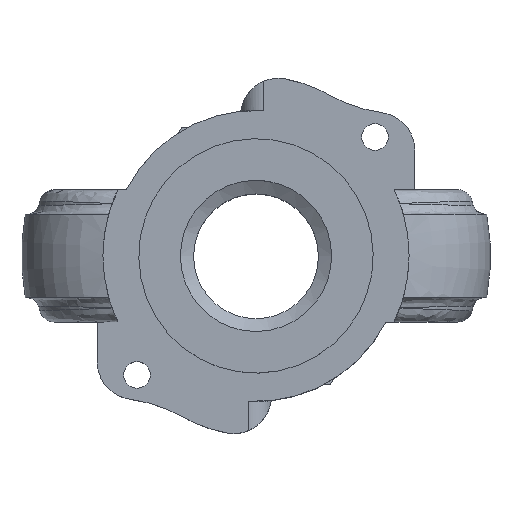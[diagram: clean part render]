
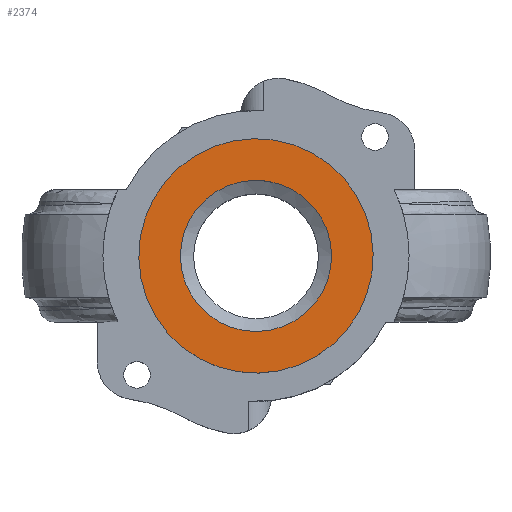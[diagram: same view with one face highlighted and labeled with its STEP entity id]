
A CAD part, top view. The second image highlights one B-rep face of the part: STEP entity #2374.
In plain terms, the highlighted planar face has unit normal (0, 0, 1).
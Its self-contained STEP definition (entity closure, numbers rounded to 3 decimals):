
#68=FACE_BOUND('',#605,.T.);
#330=PLANE('',#2617);
#468=FACE_OUTER_BOUND('',#604,.T.);
#604=EDGE_LOOP('',(#2110,#2111));
#605=EDGE_LOOP('',(#2112,#2113));
#730=CIRCLE('',#2612,10.);
#731=CIRCLE('',#2613,10.);
#734=CIRCLE('',#2618,15.5);
#735=CIRCLE('',#2619,15.5);
#1074=VERTEX_POINT('',#5901);
#1075=VERTEX_POINT('',#5903);
#1076=VERTEX_POINT('',#5910);
#1077=VERTEX_POINT('',#5911);
#1418=EDGE_CURVE('',#1075,#1074,#730,.T.);
#1419=EDGE_CURVE('',#1074,#1075,#731,.T.);
#1422=EDGE_CURVE('',#1076,#1077,#734,.T.);
#1423=EDGE_CURVE('',#1077,#1076,#735,.T.);
#2110=ORIENTED_EDGE('',*,*,#1422,.F.);
#2111=ORIENTED_EDGE('',*,*,#1423,.F.);
#2112=ORIENTED_EDGE('',*,*,#1418,.T.);
#2113=ORIENTED_EDGE('',*,*,#1419,.T.);
#2374=ADVANCED_FACE('',(#468,#68),#330,.T.);
#2612=AXIS2_PLACEMENT_3D('',#5904,#3148,#3149);
#2613=AXIS2_PLACEMENT_3D('',#5905,#3150,#3151);
#2617=AXIS2_PLACEMENT_3D('',#5909,#3158,#3159);
#2618=AXIS2_PLACEMENT_3D('',#5912,#3160,#3161);
#2619=AXIS2_PLACEMENT_3D('',#5913,#3162,#3163);
#3148=DIRECTION('center_axis',(0.,0.,-1.));
#3149=DIRECTION('ref_axis',(0.981,0.193,0.));
#3150=DIRECTION('center_axis',(0.,0.,-1.));
#3151=DIRECTION('ref_axis',(0.981,0.193,0.));
#3158=DIRECTION('center_axis',(0.,0.,1.));
#3159=DIRECTION('ref_axis',(0.193,-0.981,0.));
#3160=DIRECTION('center_axis',(0.,0.,-1.));
#3161=DIRECTION('ref_axis',(0.981,0.193,0.));
#3162=DIRECTION('center_axis',(0.,0.,-1.));
#3163=DIRECTION('ref_axis',(0.981,0.193,0.));
#5901=CARTESIAN_POINT('',(-9.812,-1.931,0.872));
#5903=CARTESIAN_POINT('',(9.812,1.931,0.872));
#5904=CARTESIAN_POINT('Origin',(0.,0.,0.872));
#5905=CARTESIAN_POINT('Origin',(0.,0.,0.872));
#5909=CARTESIAN_POINT('Origin',(12.51,2.462,0.872));
#5910=CARTESIAN_POINT('',(15.208,2.993,0.872));
#5911=CARTESIAN_POINT('',(-15.208,-2.993,0.872));
#5912=CARTESIAN_POINT('Origin',(0.,0.,0.872));
#5913=CARTESIAN_POINT('Origin',(0.,0.,0.872));
